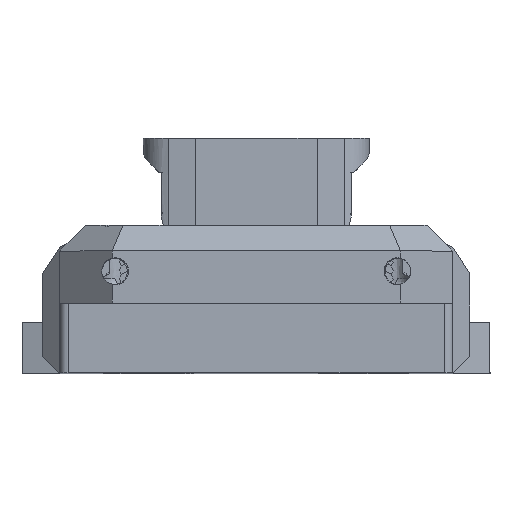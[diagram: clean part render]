
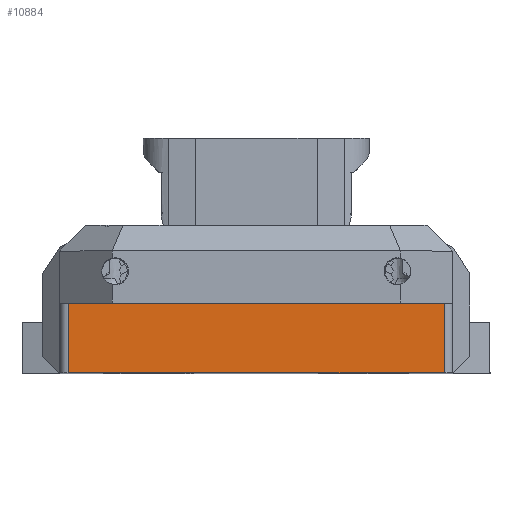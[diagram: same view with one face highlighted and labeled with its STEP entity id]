
A CAD part, top view. The second image highlights one B-rep face of the part: STEP entity #10884.
In plain terms, the highlighted planar face has unit normal (0, 0, 1).
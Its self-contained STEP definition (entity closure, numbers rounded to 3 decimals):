
#242=PLANE('',#11565);
#725=FACE_OUTER_BOUND('',#1353,.T.);
#1353=EDGE_LOOP('',(#7330,#7331,#7332,#7333));
#2974=LINE('',#19291,#3565);
#2975=LINE('',#19294,#3566);
#2993=LINE('',#19550,#3584);
#2994=LINE('',#19551,#3585);
#3565=VECTOR('',#12754,10.);
#3566=VECTOR('',#12757,10.);
#3584=VECTOR('',#12823,10.);
#3585=VECTOR('',#12824,10.);
#4239=VERTEX_POINT('',#19284);
#4242=VERTEX_POINT('',#19289);
#4243=VERTEX_POINT('',#19293);
#4299=VERTEX_POINT('',#19549);
#5444=EDGE_CURVE('',#4242,#4239,#2974,.T.);
#5445=EDGE_CURVE('',#4243,#4239,#2975,.T.);
#5502=EDGE_CURVE('',#4299,#4242,#2993,.T.);
#5503=EDGE_CURVE('',#4243,#4299,#2994,.T.);
#7330=ORIENTED_EDGE('',*,*,#5444,.F.);
#7331=ORIENTED_EDGE('',*,*,#5502,.F.);
#7332=ORIENTED_EDGE('',*,*,#5503,.F.);
#7333=ORIENTED_EDGE('',*,*,#5445,.T.);
#10884=ADVANCED_FACE('',(#725),#242,.F.);
#11565=AXIS2_PLACEMENT_3D('',#19548,#12821,#12822);
#12754=DIRECTION('',(0.,-1.,0.));
#12757=DIRECTION('',(1.,0.,0.));
#12821=DIRECTION('center_axis',(0.,0.,
-1.));
#12822=DIRECTION('ref_axis',(0.,1.,0.));
#12823=DIRECTION('',(1.,0.,0.));
#12824=DIRECTION('',(0.,1.,0.));
#19284=CARTESIAN_POINT('',(22.003,11.8,65.283));
#19289=CARTESIAN_POINT('',(22.003,19.95,65.283));
#19291=CARTESIAN_POINT('',(22.003,20.422,65.283));
#19293=CARTESIAN_POINT('',(-21.933,11.8,65.283));
#19294=CARTESIAN_POINT('',(11.519,11.8,65.283));
#19548=CARTESIAN_POINT('Origin',(-22.933,11.8,65.283));
#19549=CARTESIAN_POINT('',(-21.933,19.95,65.283));
#19550=CARTESIAN_POINT('',(11.519,19.95,65.283));
#19551=CARTESIAN_POINT('',(-21.933,20.422,65.283));
